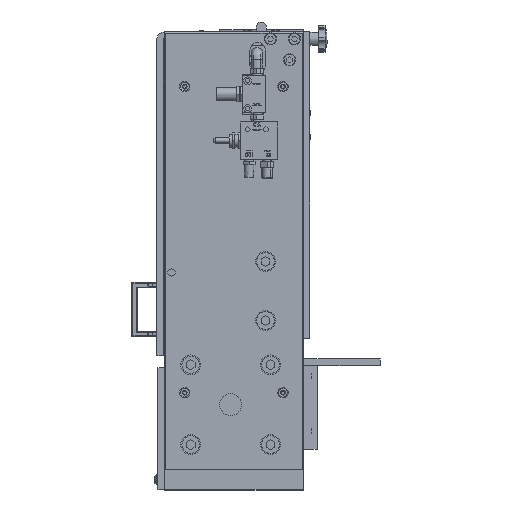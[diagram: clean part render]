
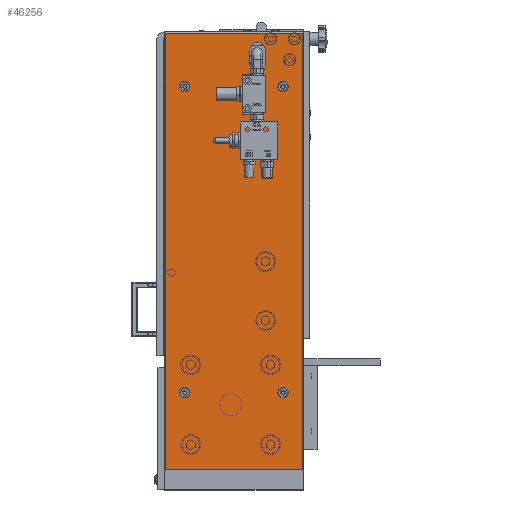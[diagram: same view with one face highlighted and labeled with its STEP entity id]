
A CAD part, left-side view. The second image highlights one B-rep face of the part: STEP entity #46256.
In plain terms, the highlighted planar face has unit normal (-1, 0, 0).
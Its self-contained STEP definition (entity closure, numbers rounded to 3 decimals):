
#1513=CIRCLE('',#49679,0.276);
#1515=CIRCLE('',#49683,0.276);
#1517=CIRCLE('',#49687,0.089);
#1519=CIRCLE('',#49690,0.089);
#1520=CIRCLE('',#49695,0.185);
#1521=CIRCLE('',#49696,0.185);
#1522=CIRCLE('',#49697,0.185);
#1523=CIRCLE('',#49698,0.185);
#2977=FACE_BOUND('',#8128,.T.);
#2978=FACE_BOUND('',#8129,.T.);
#2979=FACE_BOUND('',#8130,.T.);
#2980=FACE_BOUND('',#8131,.T.);
#2981=FACE_BOUND('',#8132,.T.);
#2982=FACE_BOUND('',#8133,.T.);
#2983=FACE_BOUND('',#8134,.T.);
#4816=FACE_OUTER_BOUND('',#8127,.T.);
#8127=EDGE_LOOP('',(#32021,#32022,#32023,#32024));
#8128=EDGE_LOOP('',(#32025,#32026,#32027,#32028));
#8129=EDGE_LOOP('',(#32029));
#8130=EDGE_LOOP('',(#32030));
#8131=EDGE_LOOP('',(#32031));
#8132=EDGE_LOOP('',(#32032));
#8133=EDGE_LOOP('',(#32033));
#8134=EDGE_LOOP('',(#32034));
#12566=LINE('',#70872,#16386);
#12570=LINE('',#70882,#16390);
#12572=LINE('',#70898,#16392);
#12575=LINE('',#70904,#16395);
#12580=LINE('',#70913,#16400);
#12581=LINE('',#70915,#16401);
#16386=VECTOR('',#55500,0.551);
#16390=VECTOR('',#55512,0.551);
#16392=VECTOR('',#55528,15.709);
#16395=VECTOR('',#55533,4.921);
#16400=VECTOR('',#55540,15.709);
#16401=VECTOR('',#55543,4.921);
#20448=VERTEX_POINT('',#70863);
#20449=VERTEX_POINT('',#70865);
#20451=VERTEX_POINT('',#70871);
#20453=VERTEX_POINT('',#70877);
#20455=VERTEX_POINT('',#70886);
#20457=VERTEX_POINT('',#70891);
#20459=VERTEX_POINT('',#70895);
#20460=VERTEX_POINT('',#70897);
#20462=VERTEX_POINT('',#70903);
#20464=VERTEX_POINT('',#70909);
#20466=VERTEX_POINT('',#70916);
#20467=VERTEX_POINT('',#70918);
#20468=VERTEX_POINT('',#70920);
#20469=VERTEX_POINT('',#70922);
#24943=EDGE_CURVE('',#20449,#20448,#1513,.T.);
#24946=EDGE_CURVE('',#20451,#20449,#12566,.T.);
#24949=EDGE_CURVE('',#20453,#20451,#1515,.T.);
#24952=EDGE_CURVE('',#20448,#20453,#12570,.T.);
#24954=EDGE_CURVE('',#20455,#20455,#1517,.T.);
#24956=EDGE_CURVE('',#20457,#20457,#1519,.T.);
#24958=EDGE_CURVE('',#20459,#20460,#12572,.T.);
#24961=EDGE_CURVE('',#20460,#20462,#12575,.T.);
#24966=EDGE_CURVE('',#20462,#20464,#12580,.T.);
#24967=EDGE_CURVE('',#20464,#20459,#12581,.T.);
#24968=EDGE_CURVE('',#20466,#20466,#1520,.T.);
#24969=EDGE_CURVE('',#20467,#20467,#1521,.T.);
#24970=EDGE_CURVE('',#20468,#20468,#1522,.T.);
#24971=EDGE_CURVE('',#20469,#20469,#1523,.T.);
#32021=ORIENTED_EDGE('',*,*,#24966,.F.);
#32022=ORIENTED_EDGE('',*,*,#24961,.F.);
#32023=ORIENTED_EDGE('',*,*,#24958,.F.);
#32024=ORIENTED_EDGE('',*,*,#24967,.F.);
#32025=ORIENTED_EDGE('',*,*,#24949,.T.);
#32026=ORIENTED_EDGE('',*,*,#24946,.T.);
#32027=ORIENTED_EDGE('',*,*,#24943,.T.);
#32028=ORIENTED_EDGE('',*,*,#24952,.T.);
#32029=ORIENTED_EDGE('',*,*,#24954,.T.);
#32030=ORIENTED_EDGE('',*,*,#24956,.T.);
#32031=ORIENTED_EDGE('',*,*,#24968,.T.);
#32032=ORIENTED_EDGE('',*,*,#24969,.T.);
#32033=ORIENTED_EDGE('',*,*,#24970,.T.);
#32034=ORIENTED_EDGE('',*,*,#24971,.T.);
#41226=PLANE('',#49694);
#46256=ADVANCED_FACE('',(#4816,#2977,#2978,#2979,#2980,#2981,#2982,#2983),
#41226,.T.);
#49679=AXIS2_PLACEMENT_3D('',#70866,#55494,#55495);
#49683=AXIS2_PLACEMENT_3D('',#70878,#55506,#55507);
#49687=AXIS2_PLACEMENT_3D('',#70887,#55517,#55518);
#49690=AXIS2_PLACEMENT_3D('',#70892,#55523,#55524);
#49694=AXIS2_PLACEMENT_3D('',#70914,#55541,#55542);
#49695=AXIS2_PLACEMENT_3D('',#70917,#55544,#55545);
#49696=AXIS2_PLACEMENT_3D('',#70919,#55546,#55547);
#49697=AXIS2_PLACEMENT_3D('',#70921,#55548,#55549);
#49698=AXIS2_PLACEMENT_3D('',#70923,#55550,#55551);
#55494=DIRECTION('center_axis',(1.,0.,0.));
#55495=DIRECTION('ref_axis',(0.,-1.,0.));
#55500=DIRECTION('',(0.,0.,-1.));
#55506=DIRECTION('center_axis',(1.,0.,0.));
#55507=DIRECTION('ref_axis',(0.,1.,0.));
#55512=DIRECTION('',(0.,0.,1.));
#55517=DIRECTION('center_axis',(1.,0.,0.));
#55518=DIRECTION('ref_axis',(0.,-1.,0.));
#55523=DIRECTION('center_axis',(1.,0.,0.));
#55524=DIRECTION('ref_axis',(0.,-1.,0.));
#55528=DIRECTION('',(0.,0.,1.));
#55533=DIRECTION('',(0.,-1.,0.));
#55540=DIRECTION('',(0.,0.,-1.));
#55541=DIRECTION('center_axis',(-1.,0.,0.));
#55542=DIRECTION('ref_axis',(0.,-1.,0.));
#55543=DIRECTION('',(0.,1.,0.));
#55544=DIRECTION('center_axis',(1.,0.,0.));
#55545=DIRECTION('ref_axis',(0.,-1.,0.));
#55546=DIRECTION('center_axis',(1.,0.,0.));
#55547=DIRECTION('ref_axis',(0.,-1.,0.));
#55548=DIRECTION('center_axis',(1.,0.,0.));
#55549=DIRECTION('ref_axis',(0.,-1.,0.));
#55550=DIRECTION('center_axis',(1.,0.,0.));
#55551=DIRECTION('ref_axis',(0.,-1.,0.));
#70863=CARTESIAN_POINT('',(-48.71,1.919,14.572));
#70865=CARTESIAN_POINT('',(-48.71,1.368,14.572));
#70866=CARTESIAN_POINT('Origin',(-48.71,1.644,14.572));
#70871=CARTESIAN_POINT('',(-48.71,1.368,15.124));
#70872=CARTESIAN_POINT('',(-48.71,1.368,11.238));
#70877=CARTESIAN_POINT('',(-48.71,1.919,15.124));
#70878=CARTESIAN_POINT('Origin',(-48.71,1.644,15.124));
#70882=CARTESIAN_POINT('',(-48.71,1.919,11.513));
#70886=CARTESIAN_POINT('',(-48.71,1.919,14.021));
#70887=CARTESIAN_POINT('Origin',(-48.71,2.008,14.021));
#70891=CARTESIAN_POINT('',(-48.71,1.919,13.021));
#70892=CARTESIAN_POINT('Origin',(-48.71,2.008,13.021));
#70895=CARTESIAN_POINT('',(-48.71,4.961,0.029));
#70897=CARTESIAN_POINT('',(-48.71,4.961,15.738));
#70898=CARTESIAN_POINT('',(-48.71,4.961,3.966));
#70903=CARTESIAN_POINT('',(-48.71,0.039,15.738));
#70904=CARTESIAN_POINT('',(-48.71,3.75,15.738));
#70909=CARTESIAN_POINT('',(-48.71,0.039,0.029));
#70913=CARTESIAN_POINT('',(-48.71,0.039,11.84));
#70914=CARTESIAN_POINT('Origin',(-48.71,2.5,7.903));
#70915=CARTESIAN_POINT('',(-48.71,5.,0.029));
#70916=CARTESIAN_POINT('',(-48.71,4.087,13.809));
#70917=CARTESIAN_POINT('Origin',(-48.71,4.272,13.809));
#70918=CARTESIAN_POINT('',(-48.71,4.087,2.785));
#70919=CARTESIAN_POINT('Origin',(-48.71,4.272,2.785));
#70920=CARTESIAN_POINT('',(-48.71,0.543,2.785));
#70921=CARTESIAN_POINT('Origin',(-48.71,0.728,2.785));
#70922=CARTESIAN_POINT('',(-48.71,0.543,13.809));
#70923=CARTESIAN_POINT('Origin',(-48.71,0.728,13.809));
